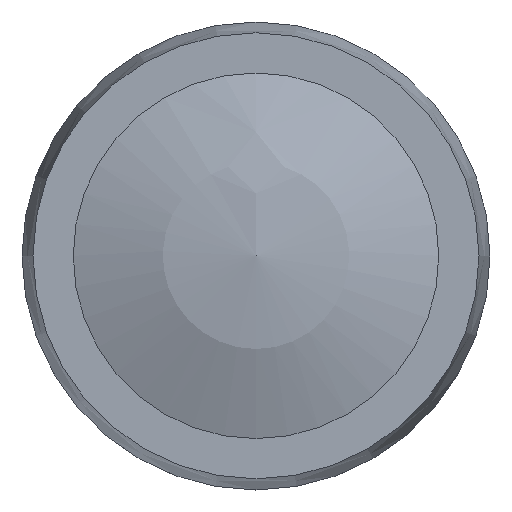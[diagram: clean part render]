
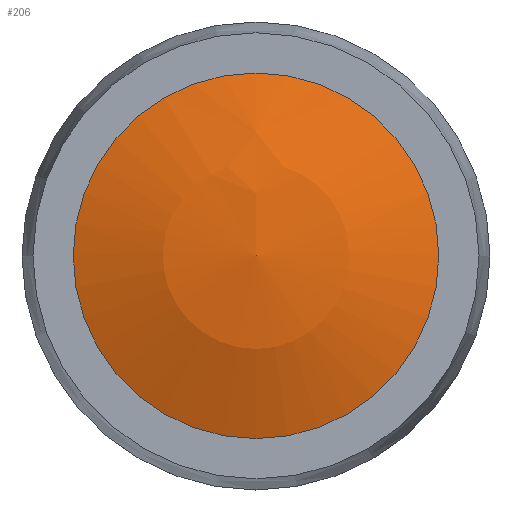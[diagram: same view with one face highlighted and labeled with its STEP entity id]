
A CAD part, top view. The second image highlights one B-rep face of the part: STEP entity #206.
In plain terms, the highlighted spherical face has radius 32.5 mm.
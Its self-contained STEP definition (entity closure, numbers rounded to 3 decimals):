
#206 = ADVANCED_FACE( '', ( #452 ), #453, .T. );
#452 = FACE_OUTER_BOUND( '', #722, .T. );
#453 = SPHERICAL_SURFACE( '', #723, 32.5 );
#722 = EDGE_LOOP( '', ( #1268 ) );
#723 = AXIS2_PLACEMENT_3D( '', #1269, #1270, #1271 );
#1268 = ORIENTED_EDGE( '', *, *, #1657, .T. );
#1269 = CARTESIAN_POINT( '', ( 0., 0., -4.5 ) );
#1270 = DIRECTION( '', ( 0., 0., 1. ) );
#1271 = DIRECTION( '', ( 0., 1., 0. ) );
#1657 = EDGE_CURVE( '', #2025, #2025, #2026, .T. );
#2025 = VERTEX_POINT( '', #2649 );
#2026 = CIRCLE( '', #2650, 12.5 );
#2649 = CARTESIAN_POINT( '', ( 12.5, 0., 25.5 ) );
#2650 = AXIS2_PLACEMENT_3D( '', #3045, #3046, #3047 );
#3045 = CARTESIAN_POINT( '', ( 0., 0., 25.5 ) );
#3046 = DIRECTION( '', ( 0., 0., 1. ) );
#3047 = DIRECTION( '', ( 1., 0., 0. ) );
